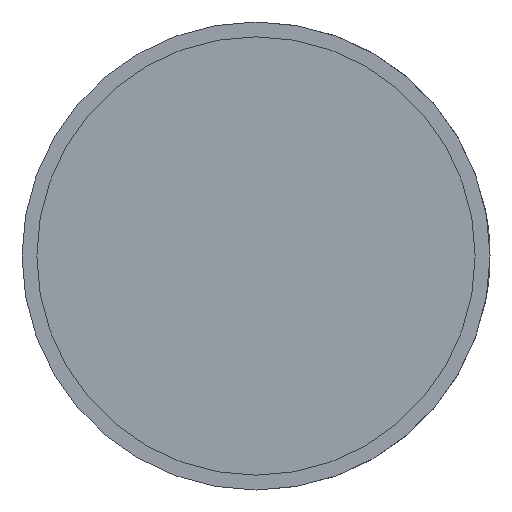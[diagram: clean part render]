
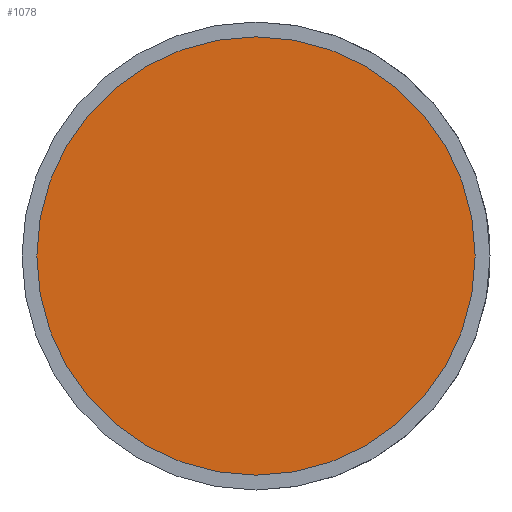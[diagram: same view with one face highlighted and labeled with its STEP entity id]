
A CAD part, front view. The second image highlights one B-rep face of the part: STEP entity #1078.
In plain terms, the highlighted planar face has unit normal (0, -1, 0).
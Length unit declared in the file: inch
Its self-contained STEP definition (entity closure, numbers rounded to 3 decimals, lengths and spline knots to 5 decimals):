
#58 = FACE_OUTER_BOUND ( 'NONE', #89, .T. ) ;
#89 = EDGE_LOOP ( 'NONE', ( #430, #742 ) ) ;
#136 = CARTESIAN_POINT ( 'NONE',  ( 0., -0.0385, 0. ) ) ;
#176 = CARTESIAN_POINT ( 'NONE',  ( 0., -0.0385, 0. ) ) ;
#193 = DIRECTION ( 'NONE',  ( 0., 0., -1. ) ) ;
#225 = PLANE ( 'NONE',  #904 ) ;
#241 = EDGE_CURVE ( 'NONE', #829, #1139, #868, .T. ) ;
#251 = CARTESIAN_POINT ( 'NONE',  ( 0.922, -0.0385, 0. ) ) ;
#276 = DIRECTION ( 'NONE',  ( 0., 0., -1. ) ) ;
#299 = AXIS2_PLACEMENT_3D ( 'NONE', #136, #737, #645 ) ;
#339 = DIRECTION ( 'NONE',  ( 0., -1., 0. ) ) ;
#397 = AXIS2_PLACEMENT_3D ( 'NONE', #176, #870, #276 ) ;
#430 = ORIENTED_EDGE ( 'NONE', *, *, #241, .T. ) ;
#471 = EDGE_CURVE ( 'NONE', #1139, #829, #903, .T. ) ;
#547 = CARTESIAN_POINT ( 'NONE',  ( 0., -0.0385, 0. ) ) ;
#645 = DIRECTION ( 'NONE',  ( 0., 0., -1. ) ) ;
#737 = DIRECTION ( 'NONE',  ( 0., -1., 0. ) ) ;
#742 = ORIENTED_EDGE ( 'NONE', *, *, #471, .T. ) ;
#829 = VERTEX_POINT ( 'NONE', #881 ) ;
#868 = CIRCLE ( 'NONE', #397, 0.922 ) ;
#870 = DIRECTION ( 'NONE',  ( 0., -1., 0. ) ) ;
#881 = CARTESIAN_POINT ( 'NONE',  ( -0.922, -0.0385, 0. ) ) ;
#903 = CIRCLE ( 'NONE', #299, 0.922 ) ;
#904 = AXIS2_PLACEMENT_3D ( 'NONE', #547, #339, #193 ) ;
#1078 = ADVANCED_FACE ( 'NONE', ( #58 ), #225, .T. ) ;
#1139 = VERTEX_POINT ( 'NONE', #251 ) ;
